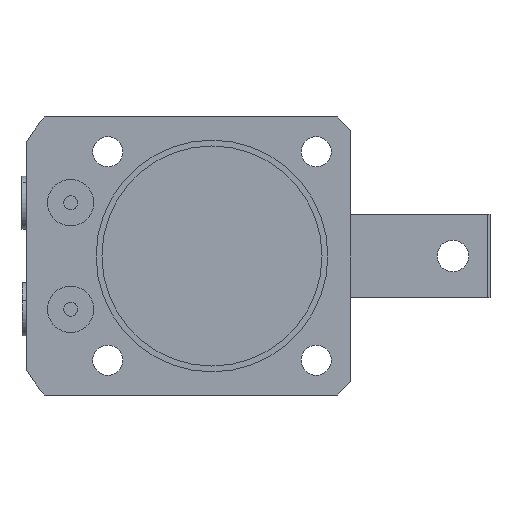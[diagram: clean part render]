
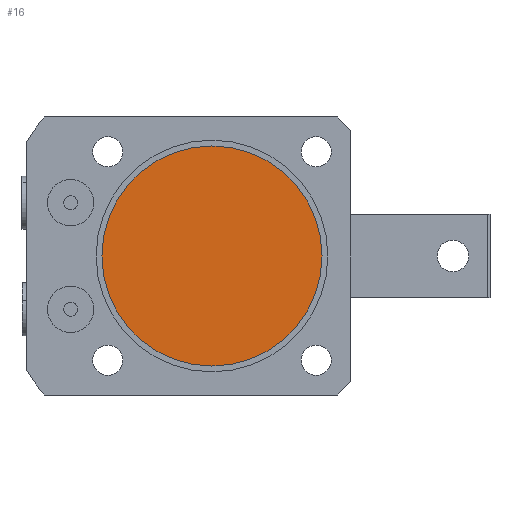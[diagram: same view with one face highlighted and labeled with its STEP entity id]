
A CAD part, front view. The second image highlights one B-rep face of the part: STEP entity #16.
In plain terms, the highlighted planar face has unit normal (0, -1, 0).
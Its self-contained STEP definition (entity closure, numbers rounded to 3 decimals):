
#16 = ADVANCED_FACE ( 'NONE', ( #367 ), #5556, .F. ) ;
#367 = FACE_OUTER_BOUND ( 'NONE', #10925, .T. ) ;
#1759 = CIRCLE ( 'NONE', #6913, 23.75 ) ;
#3657 = VERTEX_POINT ( 'NONE', #12447 ) ;
#3700 = VERTEX_POINT ( 'NONE', #12433 ) ;
#5547 = CARTESIAN_POINT ( 'NONE',  ( 0., 0., 0. ) ) ;
#5556 = PLANE ( 'NONE',  #9381 ) ;
#5779 = DIRECTION ( 'NONE',  ( 0., 1., 0. ) ) ;
#5787 = DIRECTION ( 'NONE',  ( 0., 0., 1. ) ) ;
#6556 = CIRCLE ( 'NONE', #7822, 23.75 ) ;
#6913 = AXIS2_PLACEMENT_3D ( 'NONE', #12000, #12155, #12026 ) ;
#7822 = AXIS2_PLACEMENT_3D ( 'NONE', #10089, #10088, #10087 ) ;
#8120 = ORIENTED_EDGE ( 'NONE', *, *, #11601, .F. ) ;
#8135 = ORIENTED_EDGE ( 'NONE', *, *, #9105, .F. ) ;
#9105 = EDGE_CURVE ( 'NONE', #3657, #3700, #6556, .T. ) ;
#9381 = AXIS2_PLACEMENT_3D ( 'NONE', #5547, #5779, #5787 ) ;
#10087 = DIRECTION ( 'NONE',  ( 0., 0., -1. ) ) ;
#10088 = DIRECTION ( 'NONE',  ( 0., 1., 0. ) ) ;
#10089 = CARTESIAN_POINT ( 'NONE',  ( 0., 0., 0. ) ) ;
#10925 = EDGE_LOOP ( 'NONE', ( #8120, #8135 ) ) ;
#11601 = EDGE_CURVE ( 'NONE', #3700, #3657, #1759, .T. ) ;
#12000 = CARTESIAN_POINT ( 'NONE',  ( 0., 0., 0. ) ) ;
#12026 = DIRECTION ( 'NONE',  ( 0., 0., -1. ) ) ;
#12155 = DIRECTION ( 'NONE',  ( 0., 1., 0. ) ) ;
#12433 = CARTESIAN_POINT ( 'NONE',  ( 0., 0., -23.75 ) ) ;
#12447 = CARTESIAN_POINT ( 'NONE',  ( 0., 0., 23.75 ) ) ;
